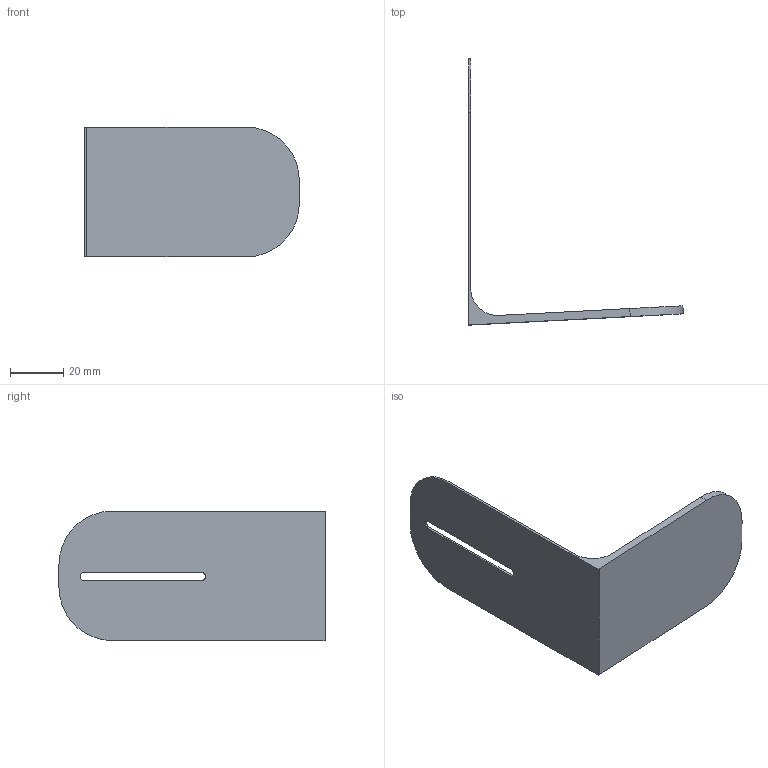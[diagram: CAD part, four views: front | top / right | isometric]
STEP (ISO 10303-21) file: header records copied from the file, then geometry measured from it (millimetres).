
FILE_DESCRIPTION(/* description */ (''),/* implementation_level */ '2;1');
FILE_NAME(/* name */ 'Clamping.step',/* time_stamp */ '2024-08-30T13:15:51+10:00',/* author */ (''),/* organization */ (''),/* preprocessor_version */ 'ST-DEVELOPER v20',/* originating_system */ 'Autodesk Translation Framework v13.14.0.145',/* authorisation */ '');
FILE_SCHEMA (('AUTOMOTIVE_DESIGN { 1 0 10303 214 3 1 1 }'));
Length unit declared in the file: millimetre
Products named in the file (1): Clamping part
Bounding box: 80.69 x 100 x 48.75 mm (x, y, z)
Volume: 15990.1 mm3; surface area: 17083.9 mm2
Topology: 1 solids, 1 shells, 24 faces, 64 edges, 42 vertices
Faces by surface type: plane 15, cylinder 9
Entity records: 794 total; most frequent: DIRECTION 132, CARTESIAN_POINT 131, ORIENTED_EDGE 128, EDGE_CURVE 64, LINE 46, VECTOR 46, AXIS2_PLACEMENT_3D 43, VERTEX_POINT 42
